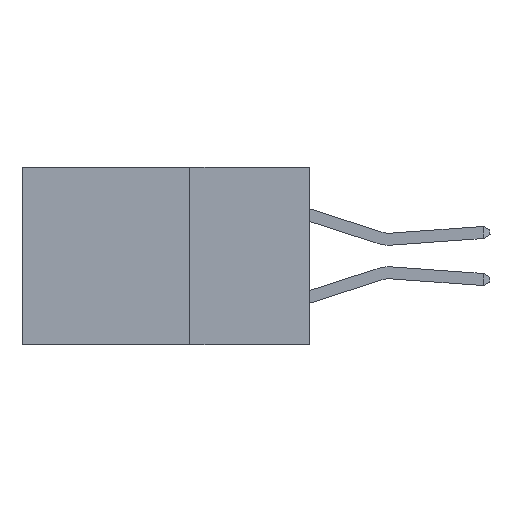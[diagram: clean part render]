
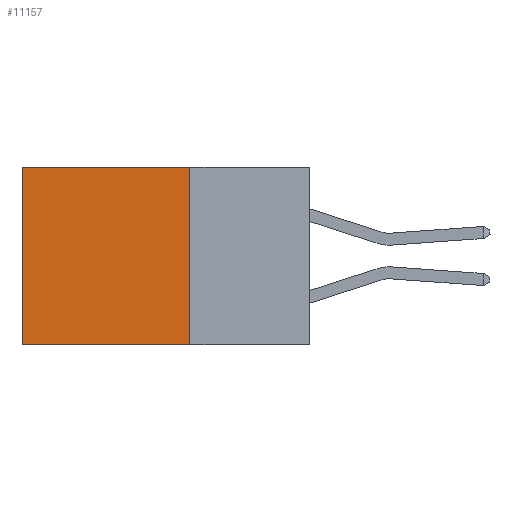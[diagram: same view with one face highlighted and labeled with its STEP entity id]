
A CAD part, left-side view. The second image highlights one B-rep face of the part: STEP entity #11157.
In plain terms, the highlighted planar face has unit normal (-1, 0, 0).
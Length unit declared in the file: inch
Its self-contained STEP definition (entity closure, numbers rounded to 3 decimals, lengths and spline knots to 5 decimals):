
#129 = DIRECTION ( 'NONE',  ( 0., 1., 0. ) ) ;
#135 = DIRECTION ( 'NONE',  ( 0., 1., 0. ) ) ;
#212 = VECTOR ( 'NONE', #129, 39.37008 ) ;
#832 = DIRECTION ( 'NONE',  ( 1., 0., 0. ) ) ;
#1678 = LINE ( 'NONE', #4647, #212 ) ;
#2158 = CARTESIAN_POINT ( 'NONE',  ( 0.2615, 0.6, -0.37 ) ) ;
#2812 = ORIENTED_EDGE ( 'NONE', *, *, #7056, .T. ) ;
#4411 = CARTESIAN_POINT ( 'NONE',  ( 0.2615, 0.25, -0.37 ) ) ;
#4647 = CARTESIAN_POINT ( 'NONE',  ( 0.2615, 0.25, -0.37 ) ) ;
#5310 = EDGE_LOOP ( 'NONE', ( #2812, #14492, #10956, #10386 ) ) ;
#5603 = EDGE_CURVE ( 'NONE', #14326, #19119, #1678, .T. ) ;
#7056 = EDGE_CURVE ( 'NONE', #13958, #19119, #11244, .T. ) ;
#8324 = PLANE ( 'NONE',  #10128 ) ;
#8809 = DIRECTION ( 'NONE',  ( 0., 0., -1. ) ) ;
#9011 = VECTOR ( 'NONE', #135, 39.37008 ) ;
#9192 = CARTESIAN_POINT ( 'NONE',  ( 0.2615, 0.25, 0. ) ) ;
#9803 = FACE_OUTER_BOUND ( 'NONE', #5310, .T. ) ;
#10128 = AXIS2_PLACEMENT_3D ( 'NONE', #14337, #832, #8809 ) ;
#10386 = ORIENTED_EDGE ( 'NONE', *, *, #16773, .T. ) ;
#10956 = ORIENTED_EDGE ( 'NONE', *, *, #17793, .F. ) ;
#11157 = ADVANCED_FACE ( 'NONE', ( #9803 ), #8324, .F. ) ;
#11244 = LINE ( 'NONE', #2158, #13585 ) ;
#12239 = LINE ( 'NONE', #9192, #9011 ) ;
#13453 = CARTESIAN_POINT ( 'NONE',  ( 0.2615, 0.6, -0.37 ) ) ;
#13585 = VECTOR ( 'NONE', #18798, 39.37008 ) ;
#13958 = VERTEX_POINT ( 'NONE', #19157 ) ;
#14326 = VERTEX_POINT ( 'NONE', #14533 ) ;
#14337 = CARTESIAN_POINT ( 'NONE',  ( 0.2615, 0.25, -0.37 ) ) ;
#14492 = ORIENTED_EDGE ( 'NONE', *, *, #5603, .F. ) ;
#14533 = CARTESIAN_POINT ( 'NONE',  ( 0.2615, 0.25, -0.37 ) ) ;
#14666 = VERTEX_POINT ( 'NONE', #18075 ) ;
#14862 = DIRECTION ( 'NONE',  ( 0., 0., -1. ) ) ;
#16773 = EDGE_CURVE ( 'NONE', #14666, #13958, #12239, .T. ) ;
#17793 = EDGE_CURVE ( 'NONE', #14666, #14326, #17981, .T. ) ;
#17981 = LINE ( 'NONE', #4411, #19049 ) ;
#18075 = CARTESIAN_POINT ( 'NONE',  ( 0.2615, 0.25, 0. ) ) ;
#18798 = DIRECTION ( 'NONE',  ( 0., 0., -1. ) ) ;
#19049 = VECTOR ( 'NONE', #14862, 39.37008 ) ;
#19119 = VERTEX_POINT ( 'NONE', #13453 ) ;
#19157 = CARTESIAN_POINT ( 'NONE',  ( 0.2615, 0.6, 0. ) ) ;
